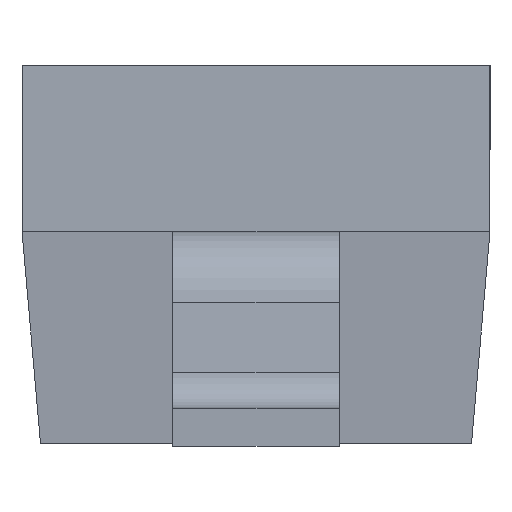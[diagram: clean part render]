
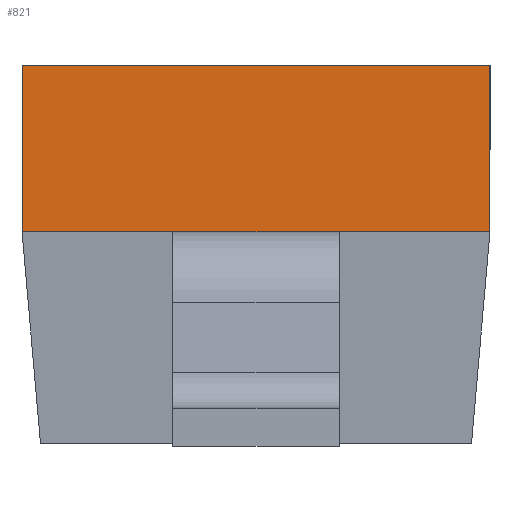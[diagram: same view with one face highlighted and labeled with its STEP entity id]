
A CAD part, left-side view. The second image highlights one B-rep face of the part: STEP entity #821.
In plain terms, the highlighted planar face has unit normal (-1, 0, 0).
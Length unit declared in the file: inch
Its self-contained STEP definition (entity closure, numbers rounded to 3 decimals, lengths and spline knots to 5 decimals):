
#60 = VECTOR ( 'NONE', #1002, 39.37008 ) ;
#67 = AXIS2_PLACEMENT_3D ( 'NONE', #1477, #1250, #603 ) ;
#122 = DIRECTION ( 'NONE',  ( 0., 0., 1. ) ) ;
#183 = ORIENTED_EDGE ( 'NONE', *, *, #630, .T. ) ;
#196 = CARTESIAN_POINT ( 'NONE',  ( -0.05315, -0.03051, 0.04961 ) ) ;
#197 = EDGE_LOOP ( 'NONE', ( #928, #1656, #632, #516, #183, #600 ) ) ;
#289 = CARTESIAN_POINT ( 'NONE',  ( -0.05315, -0.03051, 0.02796 ) ) ;
#306 = DIRECTION ( 'NONE',  ( 0., 0., -1. ) ) ;
#321 = CARTESIAN_POINT ( 'NONE',  ( -0.05315, 0.03051, 0.02796 ) ) ;
#329 = FACE_OUTER_BOUND ( 'NONE', #197, .T. ) ;
#337 = VERTEX_POINT ( 'NONE', #709 ) ;
#382 = CARTESIAN_POINT ( 'NONE',  ( -0.05315, 0., 0.04961 ) ) ;
#447 = LINE ( 'NONE', #321, #1188 ) ;
#481 = LINE ( 'NONE', #1397, #60 ) ;
#496 = EDGE_CURVE ( 'NONE', #721, #1607, #745, .T. ) ;
#501 = DIRECTION ( 'NONE',  ( 0., -1., 0. ) ) ;
#516 = ORIENTED_EDGE ( 'NONE', *, *, #496, .T. ) ;
#543 = CARTESIAN_POINT ( 'NONE',  ( -0.05315, 0.03051, 0.04961 ) ) ;
#568 = VECTOR ( 'NONE', #501, 39.37008 ) ;
#600 = ORIENTED_EDGE ( 'NONE', *, *, #1014, .F. ) ;
#603 = DIRECTION ( 'NONE',  ( 0., 0., 1. ) ) ;
#630 = EDGE_CURVE ( 'NONE', #1607, #805, #1350, .T. ) ;
#632 = ORIENTED_EDGE ( 'NONE', *, *, #1124, .T. ) ;
#655 = DIRECTION ( 'NONE',  ( 0., -1., 0. ) ) ;
#675 = CARTESIAN_POINT ( 'NONE',  ( -0.05315, -0.03051, 0.02796 ) ) ;
#682 = EDGE_CURVE ( 'NONE', #1107, #886, #447, .T. ) ;
#709 = CARTESIAN_POINT ( 'NONE',  ( -0.05315, 0.01083, 0.02796 ) ) ;
#711 = EDGE_CURVE ( 'NONE', #886, #337, #971, .T. ) ;
#721 = VERTEX_POINT ( 'NONE', #1307 ) ;
#745 = LINE ( 'NONE', #1247, #568 ) ;
#792 = CARTESIAN_POINT ( 'NONE',  ( -0.05315, 0.03051, 0.02796 ) ) ;
#805 = VERTEX_POINT ( 'NONE', #196 ) ;
#821 = ADVANCED_FACE ( 'NONE', ( #329 ), #1357, .T. ) ;
#886 = VERTEX_POINT ( 'NONE', #792 ) ;
#928 = ORIENTED_EDGE ( 'NONE', *, *, #682, .T. ) ;
#971 = LINE ( 'NONE', #289, #1145 ) ;
#1002 = DIRECTION ( 'NONE',  ( 0., -1., 0. ) ) ;
#1014 = EDGE_CURVE ( 'NONE', #1107, #805, #1052, .T. ) ;
#1052 = LINE ( 'NONE', #382, #1602 ) ;
#1066 = VECTOR ( 'NONE', #122, 39.37008 ) ;
#1107 = VERTEX_POINT ( 'NONE', #543 ) ;
#1124 = EDGE_CURVE ( 'NONE', #337, #721, #481, .T. ) ;
#1145 = VECTOR ( 'NONE', #1197, 39.37008 ) ;
#1188 = VECTOR ( 'NONE', #306, 39.37008 ) ;
#1197 = DIRECTION ( 'NONE',  ( 0., -1., 0. ) ) ;
#1247 = CARTESIAN_POINT ( 'NONE',  ( -0.05315, -0.03051, 0.02796 ) ) ;
#1250 = DIRECTION ( 'NONE',  ( -1., 0., 0. ) ) ;
#1307 = CARTESIAN_POINT ( 'NONE',  ( -0.05315, -0.01083, 0.02796 ) ) ;
#1350 = LINE ( 'NONE', #1383, #1066 ) ;
#1357 = PLANE ( 'NONE',  #67 ) ;
#1383 = CARTESIAN_POINT ( 'NONE',  ( -0.05315, -0.03051, 0.02796 ) ) ;
#1397 = CARTESIAN_POINT ( 'NONE',  ( -0.05315, -0.03051, 0.02796 ) ) ;
#1477 = CARTESIAN_POINT ( 'NONE',  ( -0.05315, -0.03051, 0.02796 ) ) ;
#1602 = VECTOR ( 'NONE', #655, 39.37008 ) ;
#1607 = VERTEX_POINT ( 'NONE', #675 ) ;
#1656 = ORIENTED_EDGE ( 'NONE', *, *, #711, .T. ) ;
